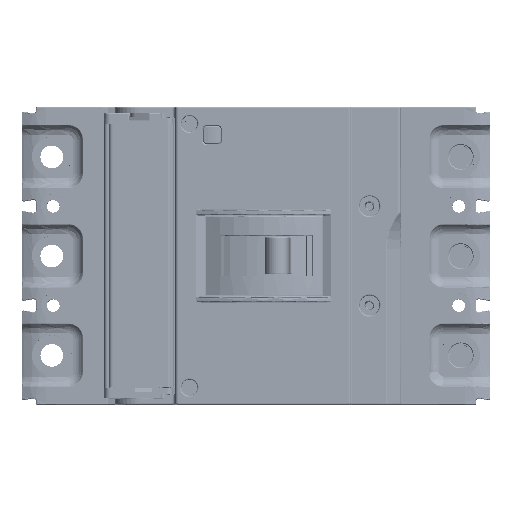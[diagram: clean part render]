
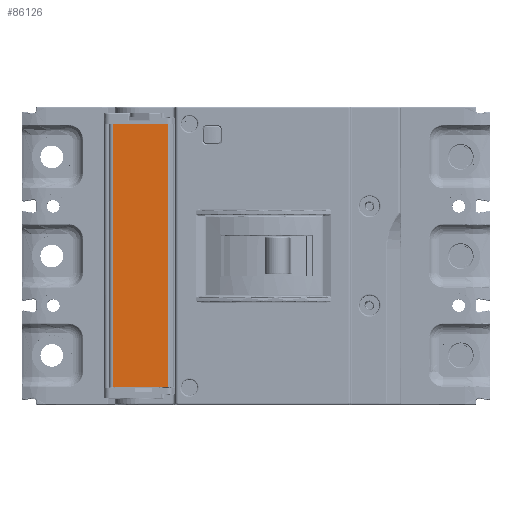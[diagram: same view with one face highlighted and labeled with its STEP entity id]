
A CAD part, top view. The second image highlights one B-rep face of the part: STEP entity #86126.
In plain terms, the highlighted planar face has unit normal (0, 0, 1).
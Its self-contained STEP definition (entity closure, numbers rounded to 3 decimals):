
#9531 = EDGE_CURVE ( 'NONE', #298516, #258652, #53034, .T. ) ;
#22231 = VECTOR ( 'NONE', #135697, 1000. ) ;
#24385 = ORIENTED_EDGE ( 'NONE', *, *, #329155, .T. ) ;
#24448 = CARTESIAN_POINT ( 'NONE',  ( 32., 52.5, 68. ) ) ;
#25413 = VECTOR ( 'NONE', #298670, 1000. ) ;
#40637 = AXIS2_PLACEMENT_3D ( 'NONE', #71781, #348267, #350731 ) ;
#42268 = CARTESIAN_POINT ( 'NONE',  ( 39.25, 6.2, 68. ) ) ;
#44293 = VECTOR ( 'NONE', #94895, 1000. ) ;
#44316 = VERTEX_POINT ( 'NONE', #220953 ) ;
#53034 = LINE ( 'NONE', #42268, #44293 ) ;
#71781 = CARTESIAN_POINT ( 'NONE',  ( 39.25, 52.5, 68. ) ) ;
#74738 = CARTESIAN_POINT ( 'NONE',  ( 51.386, 52.5, 68. ) ) ;
#79927 = ORIENTED_EDGE ( 'NONE', *, *, #9531, .T. ) ;
#86126 = ADVANCED_FACE ( 'NONE', ( #178986 ), #156038, .T. ) ;
#94895 = DIRECTION ( 'NONE',  ( 1., 0., 0. ) ) ;
#126668 = VERTEX_POINT ( 'NONE', #358093 ) ;
#135697 = DIRECTION ( 'NONE',  ( 0., 1., 0. ) ) ;
#151249 = CARTESIAN_POINT ( 'NONE',  ( 32., 6.2, 68. ) ) ;
#156038 = PLANE ( 'NONE',  #40637 ) ;
#178986 = FACE_OUTER_BOUND ( 'NONE', #220686, .T. ) ;
#182818 = DIRECTION ( 'NONE',  ( -1., 0., 0. ) ) ;
#211848 = VECTOR ( 'NONE', #182818, 1000. ) ;
#220686 = EDGE_LOOP ( 'NONE', ( #79927, #300094, #272665, #24385 ) ) ;
#220953 = CARTESIAN_POINT ( 'NONE',  ( 51.386, 98.8, 68. ) ) ;
#222295 = LINE ( 'NONE', #24448, #25413 ) ;
#223337 = LINE ( 'NONE', #74738, #22231 ) ;
#237968 = CARTESIAN_POINT ( 'NONE',  ( 51.386, 6.2, 68. ) ) ;
#258652 = VERTEX_POINT ( 'NONE', #237968 ) ;
#272665 = ORIENTED_EDGE ( 'NONE', *, *, #309499, .T. ) ;
#286395 = LINE ( 'NONE', #350558, #211848 ) ;
#298516 = VERTEX_POINT ( 'NONE', #151249 ) ;
#298670 = DIRECTION ( 'NONE',  ( 0., -1., 0. ) ) ;
#300094 = ORIENTED_EDGE ( 'NONE', *, *, #353853, .T. ) ;
#309499 = EDGE_CURVE ( 'NONE', #44316, #126668, #286395, .T. ) ;
#329155 = EDGE_CURVE ( 'NONE', #126668, #298516, #222295, .T. ) ;
#348267 = DIRECTION ( 'NONE',  ( 0., 0., 1. ) ) ;
#350558 = CARTESIAN_POINT ( 'NONE',  ( 39.25, 98.8, 68. ) ) ;
#350731 = DIRECTION ( 'NONE',  ( 1., 0., 0. ) ) ;
#353853 = EDGE_CURVE ( 'NONE', #258652, #44316, #223337, .T. ) ;
#358093 = CARTESIAN_POINT ( 'NONE',  ( 32., 98.8, 68. ) ) ;
